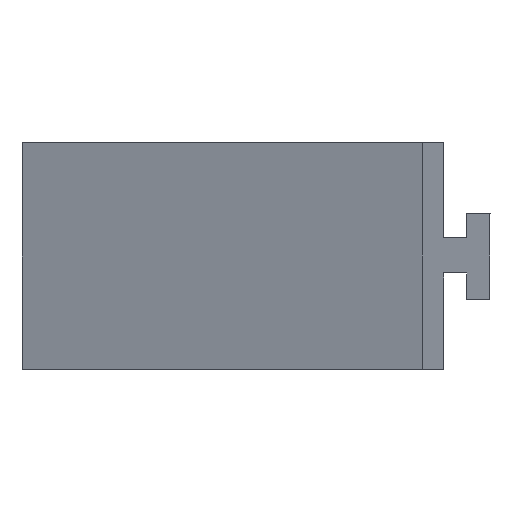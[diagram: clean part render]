
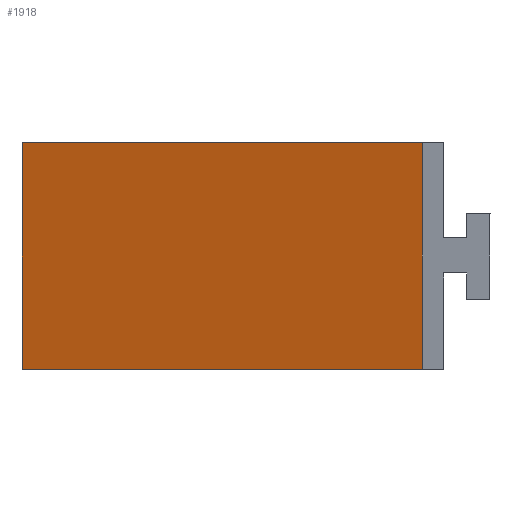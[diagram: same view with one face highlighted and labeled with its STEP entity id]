
A CAD part, left-side view. The second image highlights one B-rep face of the part: STEP entity #1918.
In plain terms, the highlighted planar face has unit normal (-0.972, 0.137, -0.189).
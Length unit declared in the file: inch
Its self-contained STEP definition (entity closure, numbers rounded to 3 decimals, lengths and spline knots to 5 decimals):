
#603=CARTESIAN_POINT('Vertex',(0.29669,3.46875,2.94488)) ;
#606=CARTESIAN_POINT('Line Origine',(0.05294,1.73437,2.94488)) ;
#610=CARTESIAN_POINT('Vertex',(-0.19081,0.,2.94488)) ;
#1065=CARTESIAN_POINT('Vertex',(0.19081,0.,0.98163)) ;
#1068=CARTESIAN_POINT('Line Origine',(0.43456,1.73438,0.98163)) ;
#1072=CARTESIAN_POINT('Vertex',(0.67831,3.46875,0.98163)) ;
#1890=CARTESIAN_POINT('Line Origine',(0.,0.,1.96325)) ;
#1902=CARTESIAN_POINT('Axis2P3D Location',(0.20931,0.,0.88645)) ;
#1907=CARTESIAN_POINT('Line Origine',(0.4875,3.46875,1.96325)) ;
#607=DIRECTION('Vector Direction',(-0.139,-0.99,0.)) ;
#1069=DIRECTION('Vector Direction',(0.139,0.99,0.)) ;
#1891=DIRECTION('Vector Direction',(0.191,0.,-0.982)) ;
#1903=DIRECTION('Axis2P3D Direction',(0.972,-0.137,0.189)) ;
#1904=DIRECTION('Axis2P3D XDirection',(0.134,0.991,0.026)) ;
#1908=DIRECTION('Vector Direction',(0.191,0.,-0.982)) ;
#1905=AXIS2_PLACEMENT_3D('Plane Axis2P3D',#1902,#1903,#1904) ;
#1913=ORIENTED_EDGE('',*,*,#1894,.F.) ;
#1914=ORIENTED_EDGE('',*,*,#612,.F.) ;
#1915=ORIENTED_EDGE('',*,*,#1911,.T.) ;
#1916=ORIENTED_EDGE('',*,*,#1074,.F.) ;
#608=VECTOR('Line Direction',#607,0.03937) ;
#1070=VECTOR('Line Direction',#1069,0.03937) ;
#1892=VECTOR('Line Direction',#1891,0.03937) ;
#1909=VECTOR('Line Direction',#1908,0.03937) ;
#1918=ADVANCED_FACE('R2',(#1917),#1906,.F.) ;
#612=EDGE_CURVE('',#604,#611,#609,.T.) ;
#1074=EDGE_CURVE('',#1066,#1073,#1071,.T.) ;
#1894=EDGE_CURVE('',#611,#1066,#1893,.T.) ;
#1911=EDGE_CURVE('',#604,#1073,#1910,.T.) ;
#1912=EDGE_LOOP('',(#1913,#1914,#1915,#1916)) ;
#1917=FACE_OUTER_BOUND('',#1912,.T.) ;
#609=LINE('Line',#606,#608) ;
#1071=LINE('Line',#1068,#1070) ;
#1893=LINE('Line',#1890,#1892) ;
#1910=LINE('Line',#1907,#1909) ;
#1906=PLANE('',#1905) ;
#604=VERTEX_POINT('',#603) ;
#611=VERTEX_POINT('',#610) ;
#1066=VERTEX_POINT('',#1065) ;
#1073=VERTEX_POINT('',#1072) ;
